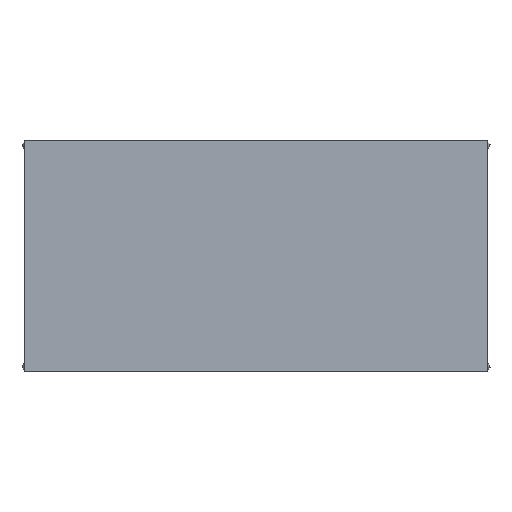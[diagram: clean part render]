
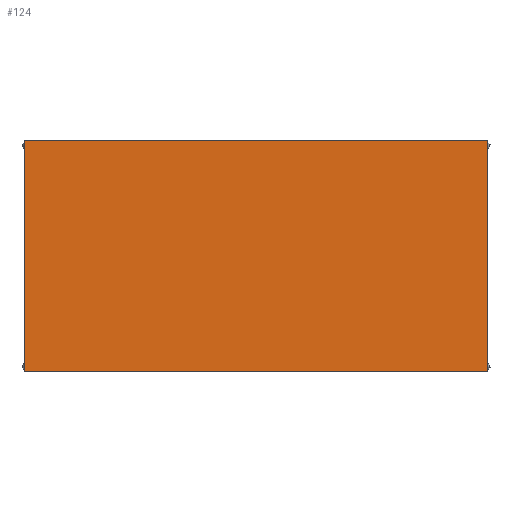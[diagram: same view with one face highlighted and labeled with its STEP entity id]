
A CAD part, top view. The second image highlights one B-rep face of the part: STEP entity #124.
In plain terms, the highlighted planar face has unit normal (0, 0, 1).
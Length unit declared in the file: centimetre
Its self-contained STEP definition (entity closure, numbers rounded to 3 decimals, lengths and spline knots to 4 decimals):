
#124=ADVANCED_FACE($,(#210),#998,.T.);
#210=FACE_OUTER_BOUND($,#296,.T.);
#296=EDGE_LOOP($,(#385,#386,#387,#388));
#385=ORIENTED_EDGE($,*,*,#729,.T.);
#386=ORIENTED_EDGE($,*,*,#730,.T.);
#387=ORIENTED_EDGE($,*,*,#726,.F.);
#388=ORIENTED_EDGE($,*,*,#731,.T.);
#726=EDGE_CURVE($,#898,#899,#1052,.T.);
#729=EDGE_CURVE($,#901,#902,#1055,.T.);
#730=EDGE_CURVE($,#902,#899,#1056,.T.);
#731=EDGE_CURVE($,#898,#901,#1057,.T.);
#898=VERTEX_POINT($,#1391);
#899=VERTEX_POINT($,#1392);
#901=VERTEX_POINT($,#1394);
#902=VERTEX_POINT($,#1395);
#998=PLANE($,#1247);
#1052=B_SPLINE_CURVE_WITH_KNOTS($,1,(#1362,#1363),.UNSPECIFIED.,.F.,.F.,
(2,2),(0.,900.),.UNSPECIFIED.);
#1055=B_SPLINE_CURVE_WITH_KNOTS($,1,(#1368,#1369),.UNSPECIFIED.,.F.,.F.,
(2,2),(0.,900.),.UNSPECIFIED.);
#1056=B_SPLINE_CURVE_WITH_KNOTS($,1,(#1370,#1371),.UNSPECIFIED.,.F.,.F.,
(2,2),(-1800.,0.),.UNSPECIFIED.);
#1057=B_SPLINE_CURVE_WITH_KNOTS($,1,(#1372,#1373),.UNSPECIFIED.,.F.,.F.,
(2,2),(-1800.,0.),.UNSPECIFIED.);
#1247=AXIS2_PLACEMENT_3D($,#1385,#1304,$);
#1304=DIRECTION($,(0.,0.,1.));
#1362=CARTESIAN_POINT($,(0.,-0.5,75.95));
#1363=CARTESIAN_POINT($,(0.,89.5,75.95));
#1368=CARTESIAN_POINT($,(180.,-0.5,75.95));
#1369=CARTESIAN_POINT($,(180.,89.5,75.95));
#1370=CARTESIAN_POINT($,(180.,89.5,75.95));
#1371=CARTESIAN_POINT($,(0.,89.5,75.95));
#1372=CARTESIAN_POINT($,(0.,-0.5,75.95));
#1373=CARTESIAN_POINT($,(180.,-0.5,75.95));
#1385=CARTESIAN_POINT($,(180.,89.5,75.95));
#1391=CARTESIAN_POINT($,(0.,-0.5,75.95));
#1392=CARTESIAN_POINT($,(0.,89.5,75.95));
#1394=CARTESIAN_POINT($,(180.,-0.5,75.95));
#1395=CARTESIAN_POINT($,(180.,89.5,75.95));
